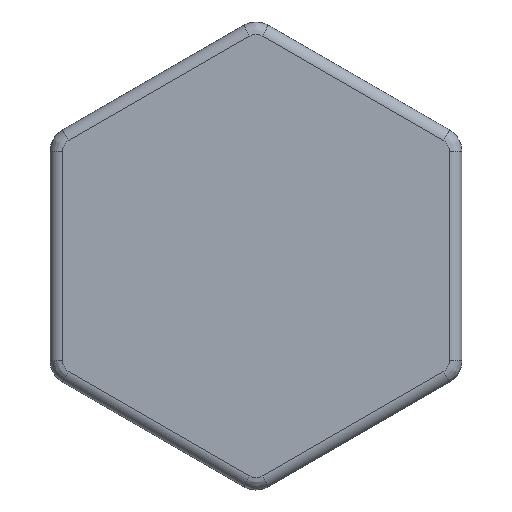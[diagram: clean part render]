
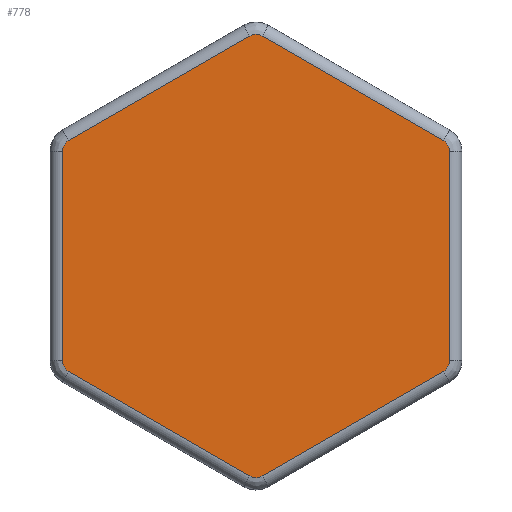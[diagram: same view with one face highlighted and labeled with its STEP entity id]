
A CAD part, left-side view. The second image highlights one B-rep face of the part: STEP entity #778.
In plain terms, the highlighted planar face has unit normal (-1, 0, 0).
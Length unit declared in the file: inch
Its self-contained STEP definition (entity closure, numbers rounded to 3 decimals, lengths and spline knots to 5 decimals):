
#58=PLANE('',#882);
#86=LINE('',#2167,#127);
#88=LINE('',#2203,#129);
#91=LINE('',#2209,#132);
#92=LINE('',#2238,#133);
#93=LINE('',#2242,#134);
#94=LINE('',#2268,#135);
#127=VECTOR('',#1030,0.3937);
#129=VECTOR('',#1050,0.3937);
#132=VECTOR('',#1057,0.3937);
#133=VECTOR('',#1072,0.3937);
#134=VECTOR('',#1077,0.3937);
#135=VECTOR('',#1088,0.3937);
#205=FACE_OUTER_BOUND('',#264,.T.);
#264=EDGE_LOOP('',(#682,#683,#684,#685,#686,#687,#688,#689,#690,#691,#692,
#693));
#316=CIRCLE('',#855,0.03);
#320=CIRCLE('',#859,0.03);
#324=CIRCLE('',#865,0.03);
#327=CIRCLE('',#868,0.03);
#331=CIRCLE('',#874,0.03);
#333=CIRCLE('',#876,0.03);
#385=VERTEX_POINT('',#2164);
#386=VERTEX_POINT('',#2166);
#389=VERTEX_POINT('',#2181);
#390=VERTEX_POINT('',#2194);
#393=VERTEX_POINT('',#2201);
#394=VERTEX_POINT('',#2206);
#395=VERTEX_POINT('',#2219);
#396=VERTEX_POINT('',#2232);
#397=VERTEX_POINT('',#2236);
#398=VERTEX_POINT('',#2240);
#399=VERTEX_POINT('',#2252);
#400=VERTEX_POINT('',#2264);
#470=EDGE_CURVE('',#385,#386,#86,.T.);
#474=EDGE_CURVE('',#389,#385,#316,.T.);
#478=EDGE_CURVE('',#386,#390,#320,.T.);
#480=EDGE_CURVE('',#393,#389,#88,.T.);
#484=EDGE_CURVE('',#390,#394,#91,.T.);
#486=EDGE_CURVE('',#395,#393,#324,.T.);
#489=EDGE_CURVE('',#394,#396,#327,.T.);
#491=EDGE_CURVE('',#397,#395,#92,.T.);
#493=EDGE_CURVE('',#396,#398,#93,.T.);
#495=EDGE_CURVE('',#399,#397,#331,.T.);
#497=EDGE_CURVE('',#398,#400,#333,.T.);
#498=EDGE_CURVE('',#400,#399,#94,.T.);
#682=ORIENTED_EDGE('',*,*,#470,.F.);
#683=ORIENTED_EDGE('',*,*,#474,.F.);
#684=ORIENTED_EDGE('',*,*,#480,.F.);
#685=ORIENTED_EDGE('',*,*,#486,.F.);
#686=ORIENTED_EDGE('',*,*,#491,.F.);
#687=ORIENTED_EDGE('',*,*,#495,.F.);
#688=ORIENTED_EDGE('',*,*,#498,.F.);
#689=ORIENTED_EDGE('',*,*,#497,.F.);
#690=ORIENTED_EDGE('',*,*,#493,.F.);
#691=ORIENTED_EDGE('',*,*,#489,.F.);
#692=ORIENTED_EDGE('',*,*,#484,.F.);
#693=ORIENTED_EDGE('',*,*,#478,.F.);
#778=ADVANCED_FACE('',(#205),#58,.F.);
#855=AXIS2_PLACEMENT_3D('',#2183,#1036,#1037);
#859=AXIS2_PLACEMENT_3D('',#2198,#1044,#1045);
#865=AXIS2_PLACEMENT_3D('',#2221,#1060,#1061);
#868=AXIS2_PLACEMENT_3D('',#2234,#1066,#1067);
#874=AXIS2_PLACEMENT_3D('',#2254,#1080,#1081);
#876=AXIS2_PLACEMENT_3D('',#2266,#1084,#1085);
#882=AXIS2_PLACEMENT_3D('',#2277,#1101,#1102);
#1030=DIRECTION('',(0.,0.,-1.));
#1036=DIRECTION('center_axis',(1.,0.,0.));
#1037=DIRECTION('ref_axis',(0.,-0.866,0.5));
#1044=DIRECTION('center_axis',(1.,0.,0.));
#1045=DIRECTION('ref_axis',(0.,-0.866,-0.5));
#1050=DIRECTION('',(0.,-0.866,-0.5));
#1057=DIRECTION('',(0.,0.866,-0.5));
#1060=DIRECTION('center_axis',(1.,0.,0.));
#1061=DIRECTION('ref_axis',(0.,0.,1.));
#1066=DIRECTION('center_axis',(1.,0.,0.));
#1067=DIRECTION('ref_axis',(0.,0.,
-1.));
#1072=DIRECTION('',(0.,-0.866,0.5));
#1077=DIRECTION('',(0.,0.866,0.5));
#1080=DIRECTION('center_axis',(1.,0.,0.));
#1081=DIRECTION('ref_axis',(0.,0.866,0.5));
#1084=DIRECTION('center_axis',(1.,0.,0.));
#1085=DIRECTION('ref_axis',(0.,0.866,-0.5));
#1088=DIRECTION('',(0.,0.,1.));
#1101=DIRECTION('center_axis',(1.,0.,0.));
#1102=DIRECTION('ref_axis',(0.,0.,-1.));
#2164=CARTESIAN_POINT('',(-0.655,-0.47,0.25403));
#2166=CARTESIAN_POINT('',(-0.655,-0.47,-0.25403));
#2167=CARTESIAN_POINT('',(-0.655,-0.47,0.14434));
#2181=CARTESIAN_POINT('',(-0.655,-0.455,0.28001));
#2183=CARTESIAN_POINT('Origin',(-0.655,-0.44,0.25403));
#2194=CARTESIAN_POINT('',(-0.655,-0.455,-0.28001));
#2198=CARTESIAN_POINT('Origin',(-0.655,-0.44,-0.25403));
#2201=CARTESIAN_POINT('',(-0.655,-0.015,0.53405));
#2203=CARTESIAN_POINT('',(-0.655,-0.11,0.4792));
#2206=CARTESIAN_POINT('',(-0.655,-0.015,-0.53405));
#2209=CARTESIAN_POINT('',(-0.655,-0.36,-0.33486));
#2219=CARTESIAN_POINT('',(-0.655,0.015,0.53405));
#2221=CARTESIAN_POINT('Origin',(-0.655,0.,0.50807));
#2232=CARTESIAN_POINT('',(-0.655,0.015,-0.53405));
#2234=CARTESIAN_POINT('Origin',(-0.655,0.,-0.50807));
#2236=CARTESIAN_POINT('',(-0.655,0.455,0.28001));
#2238=CARTESIAN_POINT('',(-0.655,0.36,0.33486));
#2240=CARTESIAN_POINT('',(-0.655,0.455,-0.28001));
#2242=CARTESIAN_POINT('',(-0.655,0.11,-0.4792));
#2252=CARTESIAN_POINT('',(-0.655,0.47,0.25403));
#2254=CARTESIAN_POINT('Origin',(-0.655,0.44,0.25403));
#2264=CARTESIAN_POINT('',(-0.655,0.47,-0.25403));
#2266=CARTESIAN_POINT('Origin',(-0.655,0.44,-0.25403));
#2268=CARTESIAN_POINT('',(-0.655,0.47,-0.14434));
#2277=CARTESIAN_POINT('Origin',(-0.655,0.,0.));
